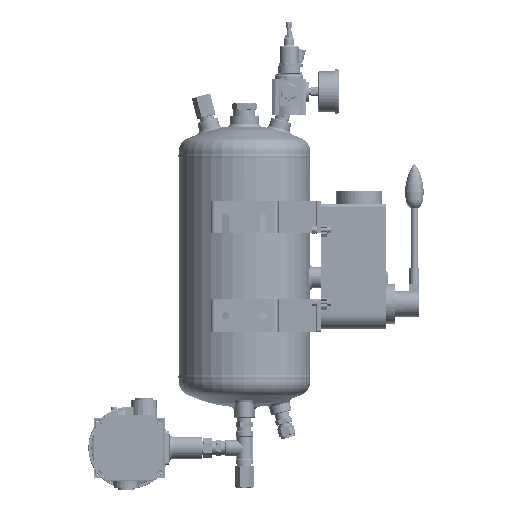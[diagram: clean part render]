
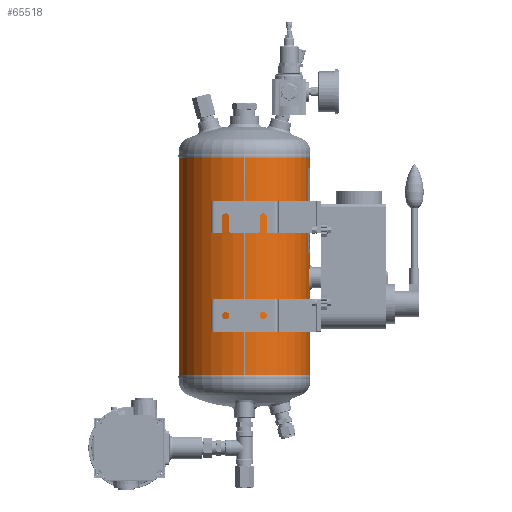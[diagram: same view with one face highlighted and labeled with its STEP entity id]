
A CAD part, left-side view. The second image highlights one B-rep face of the part: STEP entity #65518.
In plain terms, the highlighted cylindrical face has radius 100 mm (diameter 200 mm), a partial arc.
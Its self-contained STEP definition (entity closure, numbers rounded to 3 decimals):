
#4253=LINE('',#107443,#8416);
#4254=LINE('',#107448,#8417);
#4255=LINE('',#107452,#8418);
#4256=LINE('',#107456,#8419);
#8416=VECTOR('',#89013,1000.);
#8417=VECTOR('',#89016,1000.);
#8418=VECTOR('',#89019,1000.);
#8419=VECTOR('',#89022,1000.);
#12579=CIRCLE('',#81913,100.);
#12580=CIRCLE('',#81914,100.);
#12581=CIRCLE('',#81915,100.);
#12582=CIRCLE('',#81916,100.);
#15231=ORIENTED_EDGE('',*,*,#34889,.T.);
#15232=ORIENTED_EDGE('',*,*,#34890,.T.);
#15233=ORIENTED_EDGE('',*,*,#34891,.T.);
#15234=ORIENTED_EDGE('',*,*,#34892,.F.);
#15235=ORIENTED_EDGE('',*,*,#34893,.F.);
#15236=ORIENTED_EDGE('',*,*,#34894,.F.);
#15237=ORIENTED_EDGE('',*,*,#34895,.F.);
#15238=ORIENTED_EDGE('',*,*,#34896,.T.);
#15239=ORIENTED_EDGE('',*,*,#34897,.T.);
#15240=ORIENTED_EDGE('',*,*,#34898,.F.);
#15241=ORIENTED_EDGE('',*,*,#34899,.F.);
#34889=EDGE_CURVE('',#44718,#44718,#51403,.T.);
#34890=EDGE_CURVE('',#44719,#44719,#51404,.T.);
#34891=EDGE_CURVE('',#44720,#44720,#51405,.T.);
#34892=EDGE_CURVE('',#44721,#44722,#4253,.T.);
#34893=EDGE_CURVE('',#44723,#44721,#12579,.T.);
#34894=EDGE_CURVE('',#44724,#44723,#4254,.F.);
#34895=EDGE_CURVE('',#44725,#44724,#12580,.T.);
#34896=EDGE_CURVE('',#44725,#44726,#4255,.T.);
#34897=EDGE_CURVE('',#44726,#44727,#12581,.T.);
#34898=EDGE_CURVE('',#44728,#44727,#4256,.T.);
#34899=EDGE_CURVE('',#44722,#44728,#12582,.T.);
#44718=VERTEX_POINT('',#107418);
#44719=VERTEX_POINT('',#107430);
#44720=VERTEX_POINT('',#107442);
#44721=VERTEX_POINT('',#107444);
#44722=VERTEX_POINT('',#107445);
#44723=VERTEX_POINT('',#107447);
#44724=VERTEX_POINT('',#107449);
#44725=VERTEX_POINT('',#107451);
#44726=VERTEX_POINT('',#107453);
#44727=VERTEX_POINT('',#107455);
#44728=VERTEX_POINT('',#107457);
#51403=B_SPLINE_CURVE_WITH_KNOTS('',3,(#107399,#107400,#107401,#107402,
#107403,#107404,#107405,#107406,#107407,#107408,#107409,#107410,#107411,
#107412,#107413,#107414,#107415,#107416,#107417),.UNSPECIFIED.,.T.,.F.,
(1,1,1,1,1,1,1,1,1,1,1,1,1,1,1,1,1,1,1,1,1,1,1),(-0.018,-0.012,
-0.006,0.,0.006,0.012,0.018,
0.023,0.029,0.035,0.041,
0.047,0.053,0.059,0.065,
0.07,0.076,0.082,0.088,
0.094,0.1,0.106,0.112),
 .UNSPECIFIED.);
#51404=B_SPLINE_CURVE_WITH_KNOTS('',3,(#107419,#107420,#107421,#107422,
#107423,#107424,#107425,#107426,#107427,#107428,#107429),.UNSPECIFIED.,
 .T.,.F.,(1,1,1,1,1,1,1,1,1,1,1,1,1,1,1),(-0.012,-0.008,
-0.004,0.,0.004,0.008,
0.012,0.016,0.02,0.023,
0.027,0.031,0.035,0.039,
0.043),.UNSPECIFIED.);
#51405=B_SPLINE_CURVE_WITH_KNOTS('',3,(#107431,#107432,#107433,#107434,
#107435,#107436,#107437,#107438,#107439,#107440,#107441),.UNSPECIFIED.,
 .T.,.F.,(1,1,1,1,1,1,1,1,1,1,1,1,1,1,1),(-0.012,-0.008,
-0.004,0.,0.004,0.008,
0.012,0.016,0.02,0.023,
0.027,0.031,0.035,0.039,
0.043),.UNSPECIFIED.);
#53978=EDGE_LOOP('',(#15231));
#53979=EDGE_LOOP('',(#15232));
#53980=EDGE_LOOP('',(#15233));
#53981=EDGE_LOOP('',(#15234,#15235,#15236,#15237,#15238,#15239,#15240,#15241));
#59203=FACE_BOUND('',#53978,.T.);
#59204=FACE_BOUND('',#53979,.T.);
#59205=FACE_BOUND('',#53980,.T.);
#59206=FACE_BOUND('',#53981,.T.);
#64428=CYLINDRICAL_SURFACE('',#81912,100.);
#65518=ADVANCED_FACE('',(#59203,#59204,#59205,#59206),#64428,.T.);
#81912=AXIS2_PLACEMENT_3D('',#107398,#89011,#89012);
#81913=AXIS2_PLACEMENT_3D('',#107446,#89014,#89015);
#81914=AXIS2_PLACEMENT_3D('',#107450,#89017,#89018);
#81915=AXIS2_PLACEMENT_3D('',#107454,#89020,#89021);
#81916=AXIS2_PLACEMENT_3D('',#107458,#89023,#89024);
#89011=DIRECTION('',(0.,-1.,0.));
#89012=DIRECTION('',(0.,0.,-1.));
#89013=DIRECTION('',(0.,-1.,0.));
#89014=DIRECTION('',(0.,1.,0.));
#89015=DIRECTION('',(1.,0.,0.));
#89016=DIRECTION('',(0.,-1.,0.));
#89017=DIRECTION('',(0.,-1.,0.));
#89018=DIRECTION('',(1.,0.,0.));
#89019=DIRECTION('',(0.,-1.,0.));
#89020=DIRECTION('',(0.,1.,0.));
#89021=DIRECTION('',(1.,0.,0.));
#89022=DIRECTION('',(0.,-1.,0.));
#89023=DIRECTION('',(0.,-1.,0.));
#89024=DIRECTION('',(1.,0.,0.));
#107398=CARTESIAN_POINT('',(0.,330.,0.));
#107399=CARTESIAN_POINT('',(-98.994,187.429,14.208));
#107400=CARTESIAN_POINT('',(-98.806,181.503,15.395));
#107401=CARTESIAN_POINT('',(-98.993,175.608,14.214));
#107402=CARTESIAN_POINT('',(-99.436,170.625,10.88));
#107403=CARTESIAN_POINT('',(-99.878,167.295,5.9));
#107404=CARTESIAN_POINT('',(-100.061,166.117,0.009));
#107405=CARTESIAN_POINT('',(-99.879,167.288,-5.887));
#107406=CARTESIAN_POINT('',(-99.437,170.623,-10.879));
#107407=CARTESIAN_POINT('',(-98.992,175.61,-14.215));
#107408=CARTESIAN_POINT('',(-98.807,181.503,-15.391));
#107409=CARTESIAN_POINT('',(-98.992,187.396,-14.219));
#107410=CARTESIAN_POINT('',(-99.435,192.379,-10.892));
#107411=CARTESIAN_POINT('',(-99.877,195.718,-5.914));
#107412=CARTESIAN_POINT('',(-100.061,196.901,-0.013));
#107413=CARTESIAN_POINT('',(-99.878,195.728,5.889));
#107414=CARTESIAN_POINT('',(-99.437,192.395,10.874));
#107415=CARTESIAN_POINT('',(-98.994,187.429,14.208));
#107416=CARTESIAN_POINT('',(-98.806,181.503,15.395));
#107417=CARTESIAN_POINT('',(-98.993,175.608,14.214));
#107418=CARTESIAN_POINT('',(-98.869,181.508,15.));
#107419=CARTESIAN_POINT('',(3.922,158.915,-99.937));
#107420=CARTESIAN_POINT('',(-0.001,160.542,-100.031));
#107421=CARTESIAN_POINT('',(-3.918,158.916,-99.937));
#107422=CARTESIAN_POINT('',(-5.54,155.004,-99.844));
#107423=CARTESIAN_POINT('',(-3.921,151.083,-99.937));
#107424=CARTESIAN_POINT('',(-0.001,149.46,-100.031));
#107425=CARTESIAN_POINT('',(3.913,151.078,-99.938));
#107426=CARTESIAN_POINT('',(5.541,154.994,-99.844));
#107427=CARTESIAN_POINT('',(3.922,158.915,-99.937));
#107428=CARTESIAN_POINT('',(-0.001,160.542,-100.031));
#107429=CARTESIAN_POINT('',(-3.918,158.916,-99.937));
#107430=CARTESIAN_POINT('',(0.,160.,-100.));
#107431=CARTESIAN_POINT('',(3.922,48.915,-99.937));
#107432=CARTESIAN_POINT('',(-0.001,50.542,-100.031));
#107433=CARTESIAN_POINT('',(-3.918,48.916,-99.937));
#107434=CARTESIAN_POINT('',(-5.54,45.004,-99.844));
#107435=CARTESIAN_POINT('',(-3.921,41.083,-99.937));
#107436=CARTESIAN_POINT('',(-0.001,39.46,-100.031));
#107437=CARTESIAN_POINT('',(3.913,41.078,-99.938));
#107438=CARTESIAN_POINT('',(5.541,44.994,-99.844));
#107439=CARTESIAN_POINT('',(3.922,48.915,-99.937));
#107440=CARTESIAN_POINT('',(-0.001,50.542,-100.031));
#107441=CARTESIAN_POINT('',(-3.918,48.916,-99.937));
#107442=CARTESIAN_POINT('',(0.,50.,-100.));
#107443=CARTESIAN_POINT('',(-0.241,165.,100.));
#107444=CARTESIAN_POINT('',(-0.241,330.,100.));
#107445=CARTESIAN_POINT('',(-0.241,265.,100.));
#107446=CARTESIAN_POINT('',(0.,330.,0.));
#107447=CARTESIAN_POINT('',(0.241,330.,100.));
#107448=CARTESIAN_POINT('',(0.241,165.,100.));
#107449=CARTESIAN_POINT('',(0.241,265.,100.));
#107450=CARTESIAN_POINT('',(0.,265.,0.));
#107451=CARTESIAN_POINT('',(0.254,265.,100.));
#107452=CARTESIAN_POINT('',(0.254,265.,100.));
#107453=CARTESIAN_POINT('',(0.254,0.,100.));
#107454=CARTESIAN_POINT('',(0.,0.,0.));
#107455=CARTESIAN_POINT('',(-0.254,0.,100.));
#107456=CARTESIAN_POINT('',(-0.254,265.,100.));
#107457=CARTESIAN_POINT('',(-0.254,265.,100.));
#107458=CARTESIAN_POINT('',(0.,265.,0.));
